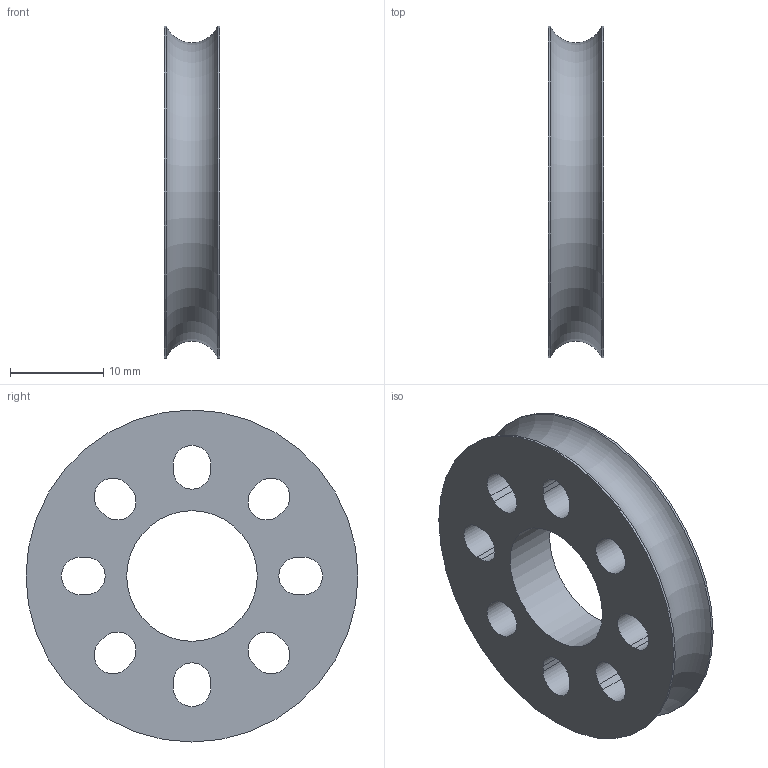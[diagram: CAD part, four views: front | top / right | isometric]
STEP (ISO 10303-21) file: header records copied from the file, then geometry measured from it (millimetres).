
FILE_DESCRIPTION( ( '' ), ' ' );
FILE_NAME( '5a5973312911760eedb7882a.step', '2018-01-13T02:47:14', ( '' ), ( '' ), ' ', ' ', ' ' );
FILE_SCHEMA( ( 'AUTOMOTIVE_DESIGN { 1 0 10303 214 1 1 1 1 }' ) );
Length unit declared in the file: metre
Products named in the file (1): 3400-0014-0032
Bounding box: 6 x 35.6 x 35.6 mm (x, y, z)
Volume: 3549.2 mm3; surface area: 3154 mm2
Topology: 1 solids, 1 shells, 38 faces, 106 edges, 70 vertices
Faces by surface type: cylinder 19, plane 18, torus 1
Full cylindrical faces by diameter (mm): 14 x1, 35.602 x2
Entity records: 1568 total; most frequent: DIRECTION 218, CARTESIAN_POINT 211, ORIENTED_EDGE 204, EDGE_CURVE 102, AXIS2_PLACEMENT_3D 77, VERTEX_POINT 70, LINE 64, VECTOR 64
